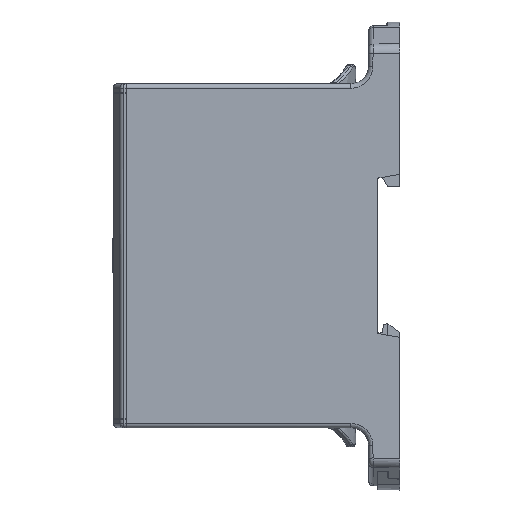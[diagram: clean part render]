
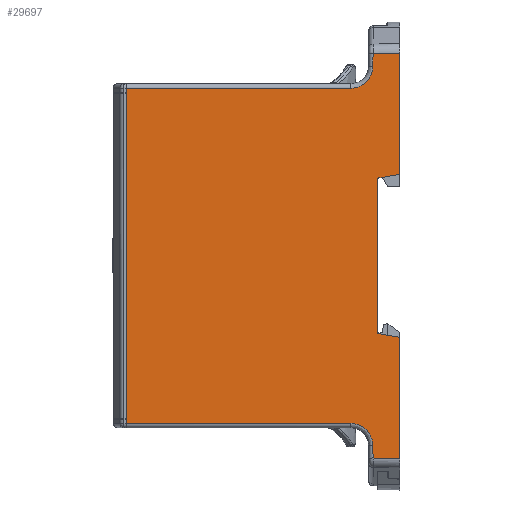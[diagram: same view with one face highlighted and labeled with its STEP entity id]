
A CAD part, left-side view. The second image highlights one B-rep face of the part: STEP entity #29697.
In plain terms, the highlighted planar face has unit normal (-1, 0.009, 0).
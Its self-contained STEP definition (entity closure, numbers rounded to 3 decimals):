
#320=B_SPLINE_CURVE_WITH_KNOTS('',3,(#41364,#41365,#41366,#41367,#41368,
#41369,#41370,#41371),.UNSPECIFIED.,.F.,.F.,(4,1,1,1,1,4),(0.009,
0.232,0.589,0.875,1.16,1.571),
 .UNSPECIFIED.);
#326=B_SPLINE_CURVE_WITH_KNOTS('',3,(#41673,#41674,#41675,#41676,#41677,
#41678,#41679,#41680),.UNSPECIFIED.,.F.,.F.,(4,1,1,1,1,4),(-1.571,
-1.348,-0.991,-0.706,-0.42,
-0.009),.UNSPECIFIED.);
#1328=FACE_OUTER_BOUND('',#2964,.T.);
#2964=EDGE_LOOP('',(#19660,#19661,#19662,#19663,#19664,#19665,#19666,#19667,
#19668,#19669,#19670,#19671,#19672,#19673,#19674,#19675,#19676));
#4682=LINE('',#41221,#8364);
#4710=LINE('',#41310,#8392);
#4712=LINE('',#41319,#8394);
#4714=LINE('',#41394,#8396);
#4757=LINE('',#41625,#8439);
#4771=LINE('',#41661,#8453);
#4772=LINE('',#41665,#8454);
#4773=LINE('',#41667,#8455);
#4774=LINE('',#41669,#8456);
#4775=LINE('',#41671,#8457);
#4776=LINE('',#41682,#8458);
#4777=LINE('',#41683,#8459);
#4778=LINE('',#41685,#8460);
#4779=LINE('',#41686,#8461);
#4780=LINE('',#41687,#8462);
#8364=VECTOR('',#33443,74.);
#8392=VECTOR('',#33519,1.);
#8394=VECTOR('',#33529,50.906);
#8396=VECTOR('',#33539,2.875);
#8439=VECTOR('',#33632,35.2);
#8453=VECTOR('',#33660,6.072);
#8454=VECTOR('',#33663,4.062);
#8455=VECTOR('',#33664,27.443);
#8456=VECTOR('',#33665,6.072);
#8457=VECTOR('',#33666,2.875);
#8458=VECTOR('',#33667,50.906);
#8459=VECTOR('',#33668,1.);
#8460=VECTOR('',#33669,27.443);
#8461=VECTOR('',#33670,5.077);
#8462=VECTOR('',#33671,1.015);
#12054=VERTEX_POINT('',#41218);
#12055=VERTEX_POINT('',#41220);
#12084=VERTEX_POINT('',#41308);
#12086=VERTEX_POINT('',#41316);
#12089=VERTEX_POINT('',#41362);
#12092=VERTEX_POINT('',#41392);
#12142=VERTEX_POINT('',#41622);
#12143=VERTEX_POINT('',#41624);
#12158=VERTEX_POINT('',#41659);
#12159=VERTEX_POINT('',#41663);
#12160=VERTEX_POINT('',#41664);
#12161=VERTEX_POINT('',#41666);
#12162=VERTEX_POINT('',#41668);
#12163=VERTEX_POINT('',#41670);
#12164=VERTEX_POINT('',#41672);
#12165=VERTEX_POINT('',#41681);
#12166=VERTEX_POINT('',#41684);
#14968=EDGE_CURVE('',#12054,#12055,#4682,.T.);
#15011=EDGE_CURVE('',#12084,#12054,#4710,.T.);
#15015=EDGE_CURVE('',#12086,#12084,#4712,.T.);
#15018=EDGE_CURVE('',#12086,#12089,#320,.T.);
#15022=EDGE_CURVE('',#12092,#12089,#4714,.T.);
#15085=EDGE_CURVE('',#12143,#12142,#4757,.T.);
#15104=EDGE_CURVE('',#12092,#12158,#4771,.T.);
#15105=EDGE_CURVE('',#12159,#12160,#4772,.T.);
#15106=EDGE_CURVE('',#12161,#12160,#4773,.T.);
#15107=EDGE_CURVE('',#12161,#12162,#4774,.T.);
#15108=EDGE_CURVE('',#12163,#12162,#4775,.T.);
#15109=EDGE_CURVE('',#12163,#12164,#326,.T.);
#15110=EDGE_CURVE('',#12165,#12164,#4776,.T.);
#15111=EDGE_CURVE('',#12055,#12165,#4777,.T.);
#15112=EDGE_CURVE('',#12166,#12158,#4778,.T.);
#15113=EDGE_CURVE('',#12143,#12166,#4779,.T.);
#15114=EDGE_CURVE('',#12142,#12159,#4780,.T.);
#19660=ORIENTED_EDGE('',*,*,#15105,.T.);
#19661=ORIENTED_EDGE('',*,*,#15106,.F.);
#19662=ORIENTED_EDGE('',*,*,#15107,.T.);
#19663=ORIENTED_EDGE('',*,*,#15108,.F.);
#19664=ORIENTED_EDGE('',*,*,#15109,.T.);
#19665=ORIENTED_EDGE('',*,*,#15110,.F.);
#19666=ORIENTED_EDGE('',*,*,#15111,.F.);
#19667=ORIENTED_EDGE('',*,*,#14968,.F.);
#19668=ORIENTED_EDGE('',*,*,#15011,.F.);
#19669=ORIENTED_EDGE('',*,*,#15015,.F.);
#19670=ORIENTED_EDGE('',*,*,#15018,.T.);
#19671=ORIENTED_EDGE('',*,*,#15022,.F.);
#19672=ORIENTED_EDGE('',*,*,#15104,.T.);
#19673=ORIENTED_EDGE('',*,*,#15112,.F.);
#19674=ORIENTED_EDGE('',*,*,#15113,.F.);
#19675=ORIENTED_EDGE('',*,*,#15085,.T.);
#19676=ORIENTED_EDGE('',*,*,#15114,.T.);
#28249=PLANE('',#31395);
#29697=ADVANCED_FACE('',(#1328),#28249,.T.);
#31395=AXIS2_PLACEMENT_3D('',#41662,#33661,#33662);
#33443=DIRECTION('',(0.,0.,1.));
#33519=DIRECTION('',(0.,0.,1.));
#33529=DIRECTION('',(0.009,1.,0.));
#33539=DIRECTION('',(0.,0.009,1.));
#33632=DIRECTION('',(0.,0.,1.));
#33660=DIRECTION('',(-0.009,-1.,-0.015));
#33661=DIRECTION('center_axis',(-1.,0.009,
0.));
#33662=DIRECTION('ref_axis',(0.,0.,1.));
#33663=DIRECTION('',(-0.009,-0.985,0.174));
#33664=DIRECTION('',(0.,0.,-1.));
#33665=DIRECTION('',(0.009,1.,-0.015));
#33666=DIRECTION('',(0.,-0.009,1.));
#33667=DIRECTION('',(-0.009,-1.,0.));
#33668=DIRECTION('',(0.,0.,1.));
#33669=DIRECTION('',(0.,0.,-1.));
#33670=DIRECTION('',(-0.009,-0.985,-0.174));
#33671=DIRECTION('',(-0.009,-0.985,0.174));
#41218=CARTESIAN_POINT('',(-18.026,0.,-37.));
#41220=CARTESIAN_POINT('',(-18.026,0.,37.));
#41221=CARTESIAN_POINT('',(-18.026,0.,-37.));
#41308=CARTESIAN_POINT('',(-18.026,0.,-38.));
#41310=CARTESIAN_POINT('',(-18.026,0.,-38.));
#41316=CARTESIAN_POINT('',(-18.47,-50.904,-37.999));
#41319=CARTESIAN_POINT('',(-18.47,-50.904,-38.));
#41362=CARTESIAN_POINT('',(-18.514,-55.904,-42.956));
#41364=CARTESIAN_POINT('Ctrl Pts',(-18.47,-50.904,
-37.998));
#41365=CARTESIAN_POINT('Ctrl Pts',(-18.474,-51.276,
-37.998));
#41366=CARTESIAN_POINT('Ctrl Pts',(-18.482,-52.243,
-38.107));
#41367=CARTESIAN_POINT('Ctrl Pts',(-18.494,-53.594,
-38.679));
#41368=CARTESIAN_POINT('Ctrl Pts',(-18.504,-54.764,-39.716));
#41369=CARTESIAN_POINT('Ctrl Pts',(-18.512,-55.649,
-41.113));
#41370=CARTESIAN_POINT('Ctrl Pts',(-18.514,-55.896,
-42.272));
#41371=CARTESIAN_POINT('Ctrl Pts',(-18.514,-55.904,
-42.956));
#41392=CARTESIAN_POINT('',(-18.514,-55.929,-45.831));
#41394=CARTESIAN_POINT('',(-18.514,-55.929,-45.831));
#41622=CARTESIAN_POINT('',(-18.524,-57.,17.6));
#41624=CARTESIAN_POINT('',(-18.524,-57.,-17.6));
#41625=CARTESIAN_POINT('',(-18.524,-57.,-17.6));
#41659=CARTESIAN_POINT('',(-18.567,-62.,-45.925));
#41661=CARTESIAN_POINT('',(-18.514,-55.929,-45.831));
#41662=CARTESIAN_POINT('Origin',(-18.324,-34.174,-23.033));
#41663=CARTESIAN_POINT('',(-18.532,-58.,17.776));
#41664=CARTESIAN_POINT('',(-18.567,-62.,18.482));
#41665=CARTESIAN_POINT('',(-18.532,-58.,17.776));
#41666=CARTESIAN_POINT('',(-18.567,-62.,45.925));
#41667=CARTESIAN_POINT('',(-18.567,-62.,45.925));
#41668=CARTESIAN_POINT('',(-18.514,-55.929,45.831));
#41669=CARTESIAN_POINT('',(-18.567,-62.,45.925));
#41670=CARTESIAN_POINT('',(-18.514,-55.905,42.956));
#41671=CARTESIAN_POINT('',(-18.514,-55.904,42.956));
#41672=CARTESIAN_POINT('',(-18.47,-50.904,38.));
#41673=CARTESIAN_POINT('Ctrl Pts',(-18.514,-55.905,42.956));
#41674=CARTESIAN_POINT('Ctrl Pts',(-18.514,-55.902,
42.585));
#41675=CARTESIAN_POINT('Ctrl Pts',(-18.513,-55.786,
41.619));
#41676=CARTESIAN_POINT('Ctrl Pts',(-18.508,-55.202,
40.274));
#41677=CARTESIAN_POINT('Ctrl Pts',(-18.499,-54.156,39.114));
#41678=CARTESIAN_POINT('Ctrl Pts',(-18.486,-52.752,
38.239));
#41679=CARTESIAN_POINT('Ctrl Pts',(-18.476,-51.59,
38.001));
#41680=CARTESIAN_POINT('Ctrl Pts',(-18.47,-50.904,
38.));
#41681=CARTESIAN_POINT('',(-18.026,0.,38.));
#41682=CARTESIAN_POINT('',(-18.026,0.,38.));
#41683=CARTESIAN_POINT('',(-18.026,0.,37.));
#41684=CARTESIAN_POINT('',(-18.567,-62.,-18.482));
#41685=CARTESIAN_POINT('',(-18.567,-62.,-18.482));
#41686=CARTESIAN_POINT('',(-18.524,-57.,-17.6));
#41687=CARTESIAN_POINT('',(-18.524,-57.,17.6));
